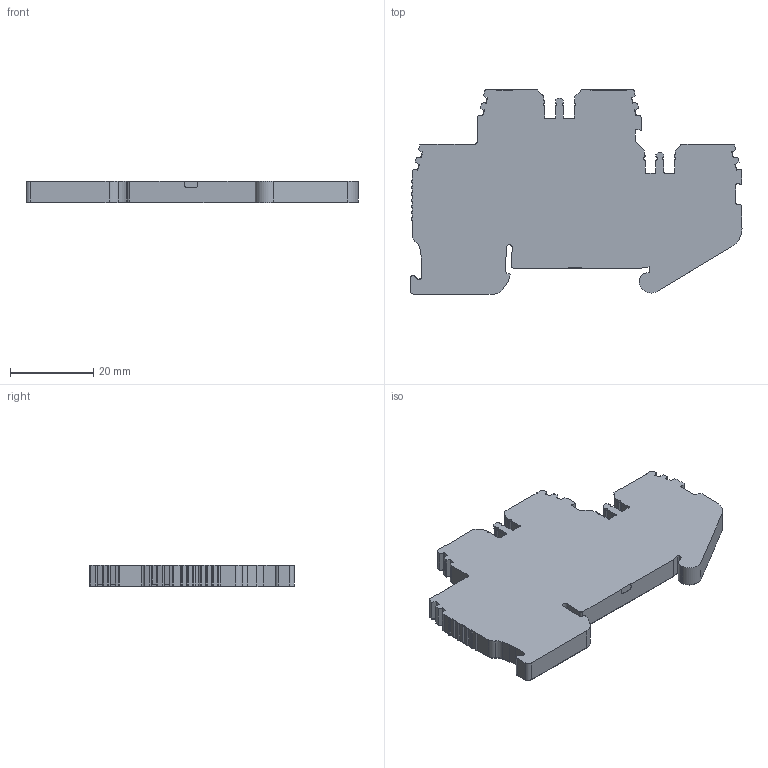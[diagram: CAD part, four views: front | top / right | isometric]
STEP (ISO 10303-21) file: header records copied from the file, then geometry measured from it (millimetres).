
FILE_DESCRIPTION (( 'STEP AP214' ), '1' );
FILE_NAME ('310169_CTP 2.5_2F_Grey.STEP', '2017-10-03T09:27:22', ( '' ), ( '' ), 'SwSTEP 2.0', 'SolidWorks 2017', '' );
FILE_SCHEMA (( 'AUTOMOTIVE_DESIGN' ));
Length unit declared in the file: millimetre
Products named in the file (1): 310169_CTP 2.5_2F_Grey
Bounding box: 79.79 x 49.09 x 5.15 mm (x, y, z)
Volume: 14689.3 mm3; surface area: 7481.7 mm2
Topology: 1 solids, 1 shells, 776 faces, 2286 edges, 1519 vertices
Faces by surface type: plane 454, cylinder 322
Entity records: 26125 total; most frequent: CARTESIAN_POINT 5410, ORIENTED_EDGE 4572, DIRECTION 4105, EDGE_CURVE 2286, LINE 1525, VECTOR 1525, VERTEX_POINT 1519, AXIS2_PLACEMENT_3D 1290
